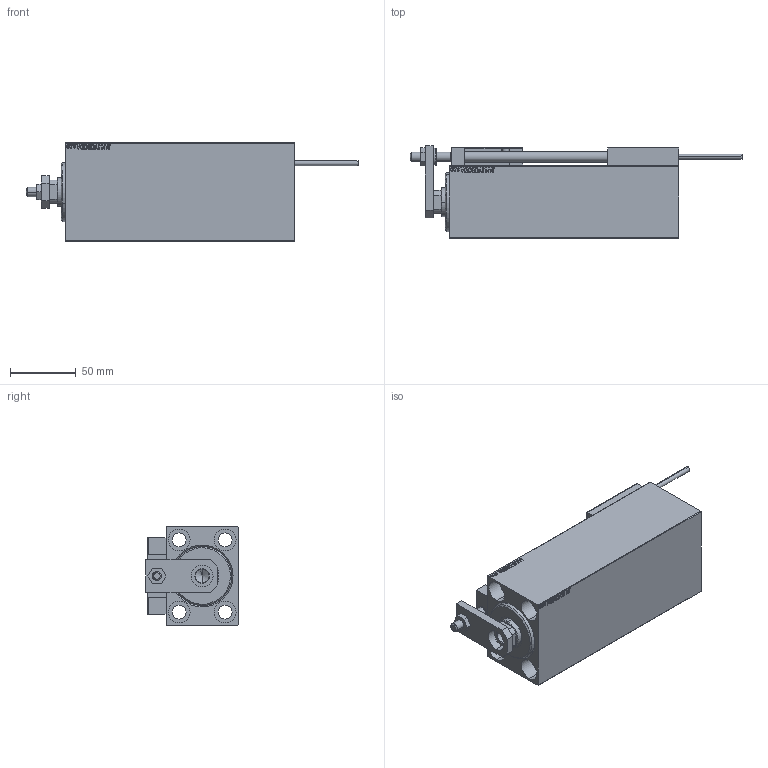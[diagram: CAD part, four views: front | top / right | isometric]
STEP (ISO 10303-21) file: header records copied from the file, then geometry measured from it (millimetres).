
FILE_DESCRIPTION (( 'STEP AP203' ), '1' );
FILE_NAME ('8e68.STEP', '2022-04-17T00:05:58', ( '' ), ( '' ), 'SwSTEP 2.0', 'SolidWorks 2019', '' );
FILE_SCHEMA (( 'CONFIG_CONTROL_DESIGN' ));
Length unit declared in the file: millimetre
Products named in the file (15): V450CM_C_VCP aff06dff450d556c57effbb5315b2b62; ZARAZKA aff06dff450d556c57effbb5315b2b62; V450CM_C_Body aff06dff450d556c57effbb5315b2b62; SWITCH_X_FRONT_BACK aff06dff450d556c57effbb5315b2b62; ALLEN BOLT D8 aff06dff450d556c57effbb5315b2b62; SWITCH X aff06dff450d556c57effbb5315b2b62; NUT_D12 aff06dff450d556c57effbb5315b2b62; ALLEN BOLT D5 aff06dff450d556c57effbb5315b2b62; SWITCH DIM B,W aff06dff450d556c57effbb5315b2b62; V450CM_VC_B aff06dff450d556c57effbb5315b2b62; MAGNET aff06dff450d556c57effbb5315b2b62; KONCOVKA aff06dff450d556c57effbb5315b2b62; TYC_L79 aff06dff450d556c57effbb5315b2b62; Block aff06dff450d556c57effbb5315b2b62; 8e68
Assembly tree (24 placements, depth 3):
  8e68
    V450CM_C_Body aff06dff450d556c57effbb5315b2b62
    SWITCH X aff06dff450d556c57effbb5315b2b62
      SWITCH_X_FRONT_BACK aff06dff450d556c57effbb5315b2b62  x2
      TYC_L79 aff06dff450d556c57effbb5315b2b62
      Block aff06dff450d556c57effbb5315b2b62  x2
      ALLEN BOLT D5 aff06dff450d556c57effbb5315b2b62  x4
      ALLEN BOLT D8 aff06dff450d556c57effbb5315b2b62  x4
      MAGNET aff06dff450d556c57effbb5315b2b62  x2
      KONCOVKA aff06dff450d556c57effbb5315b2b62  x2
    NUT_D12 aff06dff450d556c57effbb5315b2b62
    SWITCH DIM B,W aff06dff450d556c57effbb5315b2b62
    ZARAZKA aff06dff450d556c57effbb5315b2b62
    V450CM_C_VCP aff06dff450d556c57effbb5315b2b62
    V450CM_VC_B aff06dff450d556c57effbb5315b2b62
Bounding box: 252.7 x 70.5 x 75 mm (x, y, z)
Volume: 651918.7 mm3; surface area: 148335.3 mm2
Topology: 23 solids, 23 shells, 1278 faces, 3064 edges, 1959 vertices
Faces by surface type: plane 560, bspline 380, cylinder 184, cone 106, torus 44, sphere 4
Entity records: 50115 total; most frequent: CARTESIAN_POINT 25898, ORIENTED_EDGE 5148, DIRECTION 3454, EDGE_CURVE 2574, VERTEX_POINT 1683, LINE 1480, VECTOR 1480, EDGE_LOOP 1187
